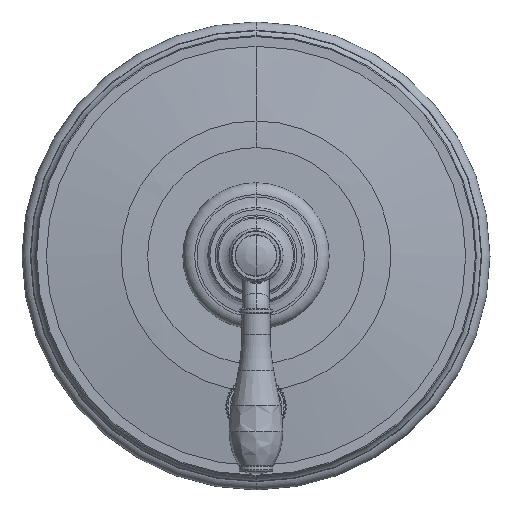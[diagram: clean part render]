
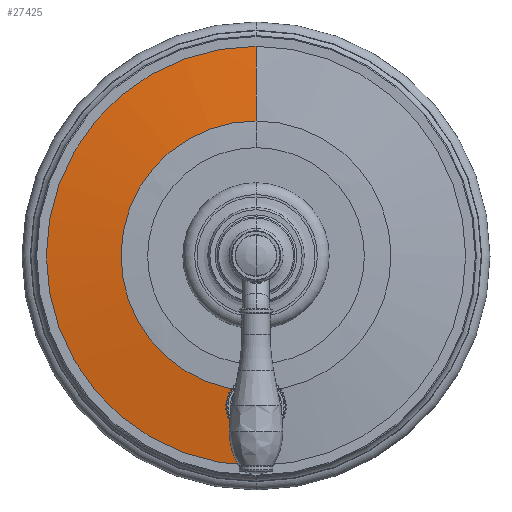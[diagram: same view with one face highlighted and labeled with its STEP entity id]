
A CAD part, top view. The second image highlights one B-rep face of the part: STEP entity #27425.
In plain terms, the highlighted spherical face has radius 467.995 mm.
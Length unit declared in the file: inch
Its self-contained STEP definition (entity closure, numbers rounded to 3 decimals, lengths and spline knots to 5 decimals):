
#7975=CARTESIAN_POINT('',(-0.07261,-1.94545,
0.45968));
#7976=CARTESIAN_POINT('',(-0.08373,-1.94904,
0.45925));
#7977=CARTESIAN_POINT('',(-0.10544,-1.95787,
0.45821));
#7978=CARTESIAN_POINT('',(-0.13603,-1.97608,
0.45605));
#7979=CARTESIAN_POINT('',(-0.16286,-1.99807,
0.45345));
#7980=CARTESIAN_POINT('',(-0.18559,-2.02294,
0.4505));
#7981=CARTESIAN_POINT('',(-0.20477,-2.05097,
0.44718));
#7982=CARTESIAN_POINT('',(-0.22064,-2.08346,
0.44333));
#7983=CARTESIAN_POINT('',(-0.23214,-2.12129,
0.43884));
#7984=CARTESIAN_POINT('',(-0.23717,-2.16309,
0.43388));
#7985=CARTESIAN_POINT('',(-0.23461,-2.20559,
0.42884));
#7986=CARTESIAN_POINT('',(-0.22428,-2.24746,
0.42388));
#7987=CARTESIAN_POINT('',(-0.207,-2.28592,
0.41931));
#7988=CARTESIAN_POINT('',(-0.1832,-2.32071,
0.41518));
#7989=CARTESIAN_POINT('',(-0.15414,-2.35032,
0.41167));
#7990=CARTESIAN_POINT('',(-0.11993,-2.37468,
0.40877));
#7991=CARTESIAN_POINT('',(-0.08224,-2.39252,
0.40665));
#7992=CARTESIAN_POINT('',(-0.04157,-2.40357,
0.40534));
#7993=CARTESIAN_POINT('',(-0.01384,-2.406,0.40505));
#7994=CARTESIAN_POINT('',(0.,-2.406,0.40505));
#7996=CARTESIAN_POINT('',(0.,0.,-17.86218));
#7997=DIRECTION('',(1.,0.,0.));
#7998=DIRECTION('',(0.,-0.131,0.991));
#7999=AXIS2_PLACEMENT_3D('',#7996,#7997,#7998);
#8001=CARTESIAN_POINT('',(0.,0.,0.313));
#8002=DIRECTION('',(0.,0.,1.));
#8003=DIRECTION('',(0.,1.,0.));
#8004=AXIS2_PLACEMENT_3D('',#8001,#8002,#8003);
#8006=CARTESIAN_POINT('',(0.,0.,-17.86218));
#8007=DIRECTION('',(1.,0.,0.));
#8008=DIRECTION('',(0.,0.164,0.986));
#8009=AXIS2_PLACEMENT_3D('',#8006,#8007,#8008);
#8011=CARTESIAN_POINT('',(0.,-2.406,0.40505));
#8065=CARTESIAN_POINT('',(0.,0.,0.45968));
#8066=DIRECTION('',(0.,0.,-1.));
#8067=DIRECTION('',(-0.037,-0.999,0.));
#8068=AXIS2_PLACEMENT_3D('',#8065,#8066,#8067);
#9581=CARTESIAN_POINT('',(0.,3.02381,0.313));
#9582=CARTESIAN_POINT('',(0.,-3.02381,0.313));
#9583=VERTEX_POINT('',#9581);
#9584=VERTEX_POINT('',#9582);
#9585=CARTESIAN_POINT('',(0.,1.9468,0.45968));
#9586=VERTEX_POINT('',#9585);
#10573=VERTEX_POINT('',#8011);
#10575=VERTEX_POINT('',#7975);
#27409=CARTESIAN_POINT('',(0.,0.,-17.86218));
#27410=DIRECTION('',(0.,0.,-1.));
#27411=DIRECTION('',(0.,-1.,0.));
#27412=AXIS2_PLACEMENT_3D('',#27409,#27410,#27411);
#27413=SPHERICAL_SURFACE('',#27412,18.425);
#27414=ORIENTED_EDGE('',*,*,#27397,.T.);
#27416=ORIENTED_EDGE('',*,*,#27415,.T.);
#27418=ORIENTED_EDGE('',*,*,#27417,.F.);
#27420=ORIENTED_EDGE('',*,*,#27419,.T.);
#27422=ORIENTED_EDGE('',*,*,#27421,.F.);
#27423=EDGE_LOOP('',(#27414,#27416,#27418,#27420,#27422));
#27424=FACE_OUTER_BOUND('',#27423,.F.);
#27425=ADVANCED_FACE('',(#27424),#27413,.T.);
#7995=B_SPLINE_CURVE_WITH_KNOTS('',3,(#7975,#7976,#7977,#7978,#7979,#7980,#7981,
#7982,#7983,#7984,#7985,#7986,#7987,#7988,#7989,#7990,#7991,#7992,#7993,#7994),
.UNSPECIFIED.,.F.,.F.,(4,1,1,1,1,1,1,1,1,1,1,1,1,1,1,1,1,4),(0.,
0.05882,0.11765,0.17647,0.23529,
0.29412,0.35294,0.41176,0.47059,
0.52941,0.58824,0.64706,0.70588,
0.76471,0.82353,0.88235,0.94118,1.),
.UNSPECIFIED.);
#8000=CIRCLE('',#7999,18.425);
#8005=CIRCLE('',#8004,3.02381);
#8010=CIRCLE('',#8009,18.425);
#8069=CIRCLE('',#8068,1.9468);
#27397=EDGE_CURVE('',#10575,#10573,#7995,.T.);
#27415=EDGE_CURVE('',#10573,#9584,#8000,.T.);
#27417=EDGE_CURVE('',#9583,#9584,#8005,.T.);
#27419=EDGE_CURVE('',#9583,#9586,#8010,.T.);
#27421=EDGE_CURVE('',#10575,#9586,#8069,.T.);
